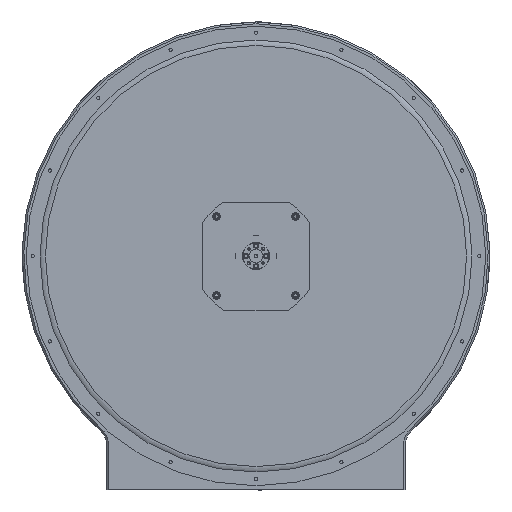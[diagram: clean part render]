
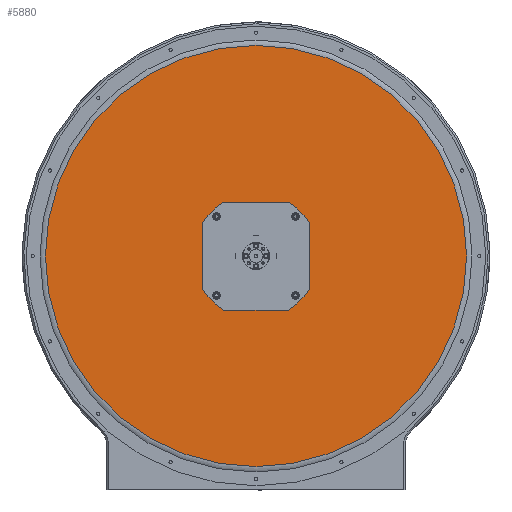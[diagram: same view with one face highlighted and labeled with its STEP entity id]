
A CAD part, front view. The second image highlights one B-rep face of the part: STEP entity #5880.
In plain terms, the highlighted planar face has unit normal (0, -1, 0).
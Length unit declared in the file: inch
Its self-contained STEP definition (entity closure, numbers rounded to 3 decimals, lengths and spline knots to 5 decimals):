
#137 = EDGE_CURVE ( 'NONE', #12105, #12105, #1915, .T. ) ;
#250 = DIRECTION ( 'NONE',  ( 0., 0., -1. ) ) ;
#401 = DIRECTION ( 'NONE',  ( 0., -1., 0. ) ) ;
#837 = CARTESIAN_POINT ( 'NONE',  ( -0.37738, -5.46979, -2.01582 ) ) ;
#1299 = CARTESIAN_POINT ( 'NONE',  ( -0.37738, -5.46979, 0.22071 ) ) ;
#1696 = FACE_OUTER_BOUND ( 'NONE', #7516, .T. ) ;
#1711 = EDGE_CURVE ( 'NONE', #22314, #22314, #13356, .T. ) ;
#1915 = CIRCLE ( 'NONE', #7538, 1.4 ) ;
#2162 = EDGE_LOOP ( 'NONE', ( #21926 ) ) ;
#2764 = CARTESIAN_POINT ( 'NONE',  ( -0.37738, -5.46979, -1.97132 ) ) ;
#3170 = DIRECTION ( 'NONE',  ( 0., 0., -1. ) ) ;
#3373 = FACE_BOUND ( 'NONE', #5373, .T. ) ;
#3862 = DIRECTION ( 'NONE',  ( 0., 0., -1. ) ) ;
#3899 = DIRECTION ( 'NONE',  ( 0., 0., -1. ) ) ;
#4062 = DIRECTION ( 'NONE',  ( 0., -1., 0. ) ) ;
#4305 = DIRECTION ( 'NONE',  ( 0., -1., 0. ) ) ;
#4821 = ORIENTED_EDGE ( 'NONE', *, *, #137, .F. ) ;
#4980 = CIRCLE ( 'NONE', #7150, 0.0445 ) ;
#5373 = EDGE_LOOP ( 'NONE', ( #4821 ) ) ;
#5491 = VERTEX_POINT ( 'NONE', #18017 ) ;
#5527 = AXIS2_PLACEMENT_3D ( 'NONE', #2764, #4305, #7953 ) ;
#5595 = FACE_BOUND ( 'NONE', #2162, .T. ) ;
#5880 = ADVANCED_FACE ( 'NONE', ( #11108, #7834, #19952, #5595, #3373, #1696 ), #14365, .T. ) ;
#6169 = EDGE_CURVE ( 'NONE', #6632, #6632, #10265, .T. ) ;
#6303 = EDGE_CURVE ( 'NONE', #5491, #5491, #16925, .T. ) ;
#6427 = CARTESIAN_POINT ( 'NONE',  ( 1.81465, -5.46979, -1.97132 ) ) ;
#6632 = VERTEX_POINT ( 'NONE', #21766 ) ;
#7074 = CARTESIAN_POINT ( 'NONE',  ( 1.81465, -5.46979, -2.01582 ) ) ;
#7150 = AXIS2_PLACEMENT_3D ( 'NONE', #12793, #4062, #3899 ) ;
#7516 = EDGE_LOOP ( 'NONE', ( #10074 ) ) ;
#7538 = AXIS2_PLACEMENT_3D ( 'NONE', #19341, #21190, #250 ) ;
#7697 = EDGE_LOOP ( 'NONE', ( #17918 ) ) ;
#7834 = FACE_BOUND ( 'NONE', #18536, .T. ) ;
#7953 = DIRECTION ( 'NONE',  ( 0., 0., -1. ) ) ;
#9371 = EDGE_CURVE ( 'NONE', #19013, #19013, #4980, .T. ) ;
#9763 = AXIS2_PLACEMENT_3D ( 'NONE', #22057, #401, #3862 ) ;
#9798 = DIRECTION ( 'NONE',  ( 0., -1., 0. ) ) ;
#9908 = AXIS2_PLACEMENT_3D ( 'NONE', #6427, #9798, #18774 ) ;
#10074 = ORIENTED_EDGE ( 'NONE', *, *, #6303, .T. ) ;
#10265 = CIRCLE ( 'NONE', #13324, 0.0445 ) ;
#11108 = FACE_BOUND ( 'NONE', #11840, .T. ) ;
#11780 = EDGE_CURVE ( 'NONE', #16122, #16122, #11978, .T. ) ;
#11840 = EDGE_LOOP ( 'NONE', ( #20192 ) ) ;
#11978 = CIRCLE ( 'NONE', #5527, 0.0445 ) ;
#12105 = VERTEX_POINT ( 'NONE', #16170 ) ;
#12356 = DIRECTION ( 'NONE',  ( 0., 0., -1. ) ) ;
#12793 = CARTESIAN_POINT ( 'NONE',  ( 1.81465, -5.46979, 0.22071 ) ) ;
#13324 = AXIS2_PLACEMENT_3D ( 'NONE', #1299, #13671, #3170 ) ;
#13356 = CIRCLE ( 'NONE', #9908, 0.0445 ) ;
#13671 = DIRECTION ( 'NONE',  ( 0., -1., 0. ) ) ;
#14365 = PLANE ( 'NONE',  #9763 ) ;
#15764 = CARTESIAN_POINT ( 'NONE',  ( 0.71864, -5.46979, -0.87531 ) ) ;
#16122 = VERTEX_POINT ( 'NONE', #837 ) ;
#16170 = CARTESIAN_POINT ( 'NONE',  ( 0.71864, -5.46979, -2.27531 ) ) ;
#16925 = CIRCLE ( 'NONE', #20722, 5.85 ) ;
#17918 = ORIENTED_EDGE ( 'NONE', *, *, #1711, .F. ) ;
#18017 = CARTESIAN_POINT ( 'NONE',  ( 0.71864, -5.46979, -6.72531 ) ) ;
#18536 = EDGE_LOOP ( 'NONE', ( #21530 ) ) ;
#18774 = DIRECTION ( 'NONE',  ( 0., 0., -1. ) ) ;
#19013 = VERTEX_POINT ( 'NONE', #21689 ) ;
#19303 = DIRECTION ( 'NONE',  ( 0., -1., 0. ) ) ;
#19341 = CARTESIAN_POINT ( 'NONE',  ( 0.71864, -5.46979, -0.87531 ) ) ;
#19952 = FACE_BOUND ( 'NONE', #7697, .T. ) ;
#20192 = ORIENTED_EDGE ( 'NONE', *, *, #11780, .F. ) ;
#20722 = AXIS2_PLACEMENT_3D ( 'NONE', #15764, #19303, #12356 ) ;
#21190 = DIRECTION ( 'NONE',  ( 0., -1., 0. ) ) ;
#21530 = ORIENTED_EDGE ( 'NONE', *, *, #9371, .F. ) ;
#21689 = CARTESIAN_POINT ( 'NONE',  ( 1.81465, -5.46979, 0.17621 ) ) ;
#21766 = CARTESIAN_POINT ( 'NONE',  ( -0.37738, -5.46979, 0.17621 ) ) ;
#21926 = ORIENTED_EDGE ( 'NONE', *, *, #6169, .F. ) ;
#22057 = CARTESIAN_POINT ( 'NONE',  ( 0.71864, -5.46979, -0.87531 ) ) ;
#22314 = VERTEX_POINT ( 'NONE', #7074 ) ;
